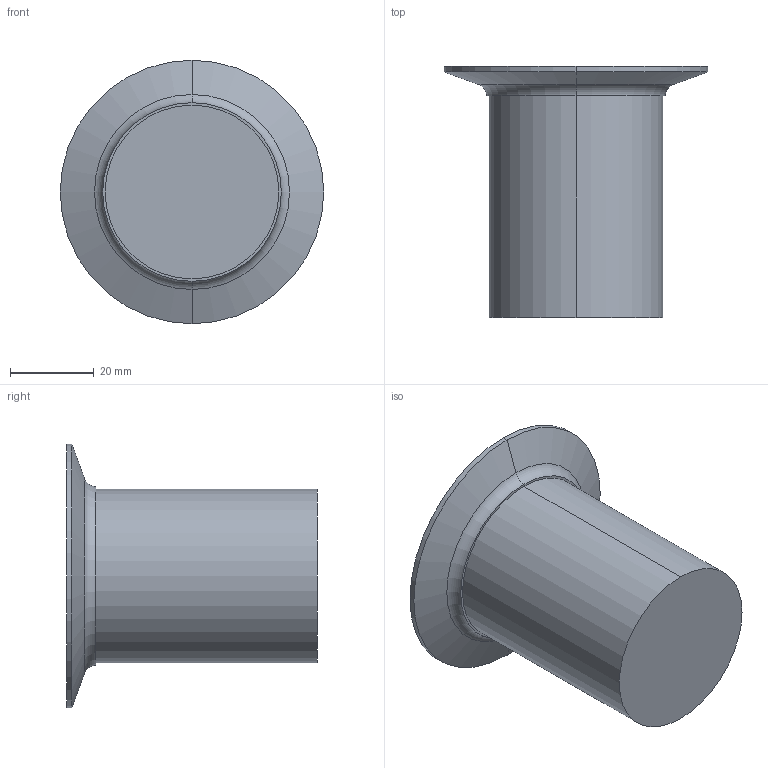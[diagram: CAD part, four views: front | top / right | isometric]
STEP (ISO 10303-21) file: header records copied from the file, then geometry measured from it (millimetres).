
FILE_DESCRIPTION (( 'STEP AP214' ), '1' );
FILE_NAME ('10110970.STEP', '2020-09-30T07:09:39', ( '' ), ( '' ), 'SwSTEP 2.0', 'SolidWorks 2020', '' );
FILE_SCHEMA (( 'AUTOMOTIVE_DESIGN' ));
Length unit declared in the file: millimetre
Products named in the file (1): 10110970
Bounding box: 63 x 60 x 63 mm (x, y, z)
Volume: 82057.7 mm3; surface area: 13894.2 mm2
Topology: 1 solids, 1 shells, 38 faces, 89 edges, 58 vertices
Faces by surface type: cylinder 17, plane 15, torus 2, cone 2, sphere 2
Entity records: 1341 total; most frequent: CARTESIAN_POINT 414, DIRECTION 197, ORIENTED_EDGE 178, EDGE_CURVE 89, AXIS2_PLACEMENT_3D 81, VERTEX_POINT 58, EDGE_LOOP 43, CIRCLE 42
